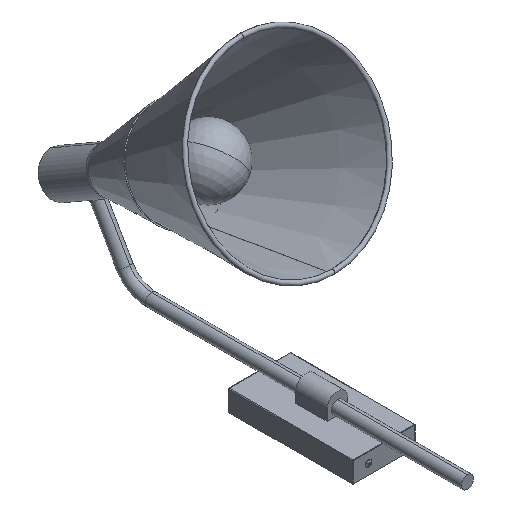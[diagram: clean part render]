
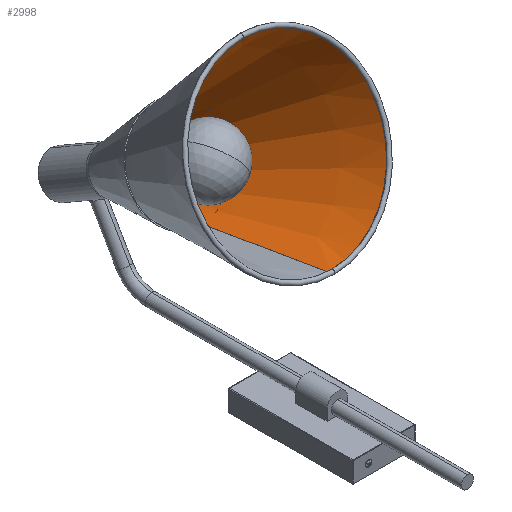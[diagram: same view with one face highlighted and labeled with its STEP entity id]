
A CAD part, isometric view. The second image highlights one B-rep face of the part: STEP entity #2998.
In plain terms, the highlighted conical face has half-angle 20.426 degrees and reference radius 34.75 mm.
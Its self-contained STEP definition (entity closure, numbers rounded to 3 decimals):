
#34 = CARTESIAN_POINT ( 'NONE',  ( 0., 144.155, 109.293 ) ) ;
#188 = AXIS2_PLACEMENT_3D ( 'NONE', #282, #2465, #547 ) ;
#215 = VERTEX_POINT ( 'NONE', #1322 ) ;
#237 = CARTESIAN_POINT ( 'NONE',  ( 0., 161.53, 139.387 ) ) ;
#268 = CONICAL_SURFACE ( 'NONE', #796, 34.75, 0.357 ) ;
#282 = CARTESIAN_POINT ( 'NONE',  ( 0., 34.673, 212.628 ) ) ;
#547 = DIRECTION ( 'NONE',  ( 0., -0.5, -0.866 ) ) ;
#549 = FACE_OUTER_BOUND ( 'NONE', #3679, .T. ) ;
#753 = ORIENTED_EDGE ( 'NONE', *, *, #2664, .F. ) ;
#778 = DIRECTION ( 'NONE',  ( 0., -0.5, -0.866 ) ) ;
#796 = AXIS2_PLACEMENT_3D ( 'NONE', #3040, #1488, #778 ) ;
#879 = DIRECTION ( 'NONE',  ( 0., -0.866, 0.5 ) ) ;
#1206 = CARTESIAN_POINT ( 'NONE',  ( 0., 178.905, 169.482 ) ) ;
#1228 = CARTESIAN_POINT ( 'NONE',  ( 0., 79.324, 289.966 ) ) ;
#1285 = ORIENTED_EDGE ( 'NONE', *, *, #1955, .F. ) ;
#1322 = CARTESIAN_POINT ( 'NONE',  ( 0., -9.978, 135.291 ) ) ;
#1478 = ORIENTED_EDGE ( 'NONE', *, *, #1912, .T. ) ;
#1488 = DIRECTION ( 'NONE',  ( 0., -0.866, 0.5 ) ) ;
#1725 = CARTESIAN_POINT ( 'NONE',  ( 0., 178.905, 169.482 ) ) ;
#1816 = DIRECTION ( 'NONE',  ( 0., -0.637, 0.771 ) ) ;
#1907 = AXIS2_PLACEMENT_3D ( 'NONE', #237, #879, #2499 ) ;
#1912 = EDGE_CURVE ( 'NONE', #215, #3175, #2648, .T. ) ;
#1914 = VECTOR ( 'NONE', #2159, 1000. ) ;
#1955 = EDGE_CURVE ( 'NONE', #3215, #3468, #4036, .T. ) ;
#2159 = DIRECTION ( 'NONE',  ( 0., -0.986, 0.166 ) ) ;
#2235 = LINE ( 'NONE', #3149, #1914 ) ;
#2465 = DIRECTION ( 'NONE',  ( 0., -0.866, 0.5 ) ) ;
#2499 = DIRECTION ( 'NONE',  ( 0., -0.5, -0.866 ) ) ;
#2648 = CIRCLE ( 'NONE', #188, 89.302 ) ;
#2664 = EDGE_CURVE ( 'NONE', #3468, #3175, #3409, .T. ) ;
#2669 = ORIENTED_EDGE ( 'NONE', *, *, #2788, .T. ) ;
#2788 = EDGE_CURVE ( 'NONE', #3215, #215, #2235, .T. ) ;
#2998 = ADVANCED_FACE ( 'NONE', ( #549 ), #268, .F. ) ;
#3040 = CARTESIAN_POINT ( 'NONE',  ( 0., 161.53, 139.387 ) ) ;
#3149 = CARTESIAN_POINT ( 'NONE',  ( 0., 144.155, 109.293 ) ) ;
#3175 = VERTEX_POINT ( 'NONE', #1228 ) ;
#3215 = VERTEX_POINT ( 'NONE', #34 ) ;
#3409 = LINE ( 'NONE', #1725, #3524 ) ;
#3468 = VERTEX_POINT ( 'NONE', #1206 ) ;
#3524 = VECTOR ( 'NONE', #1816, 1000. ) ;
#3679 = EDGE_LOOP ( 'NONE', ( #753, #1285, #2669, #1478 ) ) ;
#4036 = CIRCLE ( 'NONE', #1907, 34.75 ) ;
